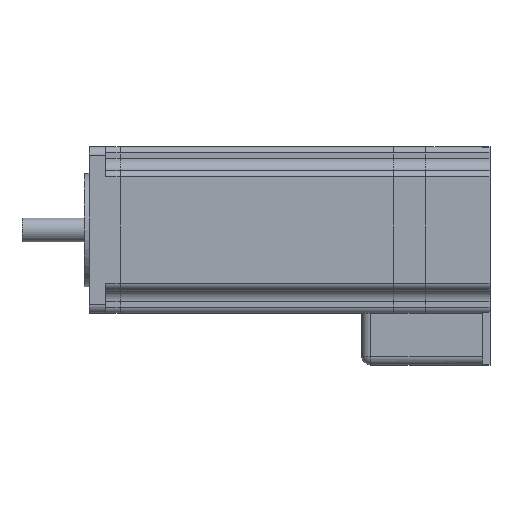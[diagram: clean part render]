
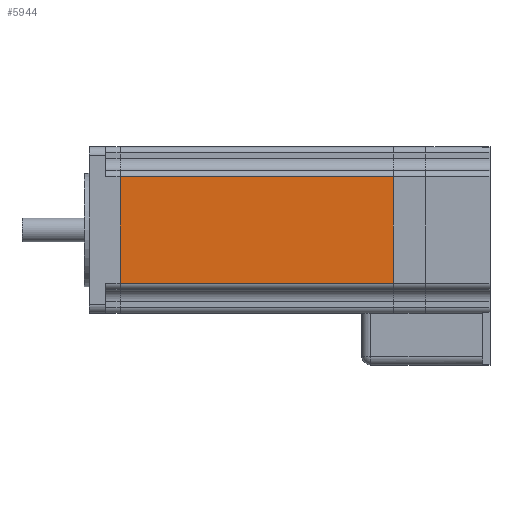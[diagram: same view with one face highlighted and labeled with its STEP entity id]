
A CAD part, left-side view. The second image highlights one B-rep face of the part: STEP entity #5944.
In plain terms, the highlighted planar face has unit normal (-1, 0, 0).
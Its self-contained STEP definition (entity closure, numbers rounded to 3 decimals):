
#84 = VECTOR ( 'NONE', #8899, 1000. ) ;
#250 = LINE ( 'NONE', #2388, #1233 ) ;
#261 = DIRECTION ( 'NONE',  ( 0., 0., -1. ) ) ;
#265 = VERTEX_POINT ( 'NONE', #3805 ) ;
#343 = EDGE_CURVE ( 'NONE', #6408, #265, #9516, .T. ) ;
#450 = AXIS2_PLACEMENT_3D ( 'NONE', #2443, #1066, #261 ) ;
#677 = CARTESIAN_POINT ( 'NONE',  ( -48., 92., 10. ) ) ;
#691 = EDGE_CURVE ( 'NONE', #3695, #6408, #7267, .T. ) ;
#904 = DIRECTION ( 'NONE',  ( 0., -1., 0. ) ) ;
#1039 = ORIENTED_EDGE ( 'NONE', *, *, #6330, .F. ) ;
#1066 = DIRECTION ( 'NONE',  ( 1., 0., 0. ) ) ;
#1233 = VECTOR ( 'NONE', #904, 1000. ) ;
#1997 = DIRECTION ( 'NONE',  ( 0., 0., 1. ) ) ;
#2183 = VECTOR ( 'NONE', #1997, 1000. ) ;
#2266 = PLANE ( 'NONE',  #450 ) ;
#2388 = CARTESIAN_POINT ( 'NONE',  ( -48., 92., 46. ) ) ;
#2443 = CARTESIAN_POINT ( 'NONE',  ( -48., 92., 10. ) ) ;
#2637 = VERTEX_POINT ( 'NONE', #9245 ) ;
#2665 = EDGE_LOOP ( 'NONE', ( #4811, #1039, #9472, #4347 ) ) ;
#3144 = VECTOR ( 'NONE', #8898, 1000. ) ;
#3695 = VERTEX_POINT ( 'NONE', #677 ) ;
#3805 = CARTESIAN_POINT ( 'NONE',  ( -48., 0., 46. ) ) ;
#4347 = ORIENTED_EDGE ( 'NONE', *, *, #691, .T. ) ;
#4811 = ORIENTED_EDGE ( 'NONE', *, *, #343, .T. ) ;
#5894 = LINE ( 'NONE', #7461, #84 ) ;
#5944 = ADVANCED_FACE ( 'NONE', ( #6268 ), #2266, .F. ) ;
#6268 = FACE_OUTER_BOUND ( 'NONE', #2665, .T. ) ;
#6330 = EDGE_CURVE ( 'NONE', #2637, #265, #250, .T. ) ;
#6408 = VERTEX_POINT ( 'NONE', #6935 ) ;
#6652 = CARTESIAN_POINT ( 'NONE',  ( -48., 0., 10. ) ) ;
#6935 = CARTESIAN_POINT ( 'NONE',  ( -48., 0., 10. ) ) ;
#7267 = LINE ( 'NONE', #7459, #3144 ) ;
#7459 = CARTESIAN_POINT ( 'NONE',  ( -48., 92., 10. ) ) ;
#7461 = CARTESIAN_POINT ( 'NONE',  ( -48., 92., 10. ) ) ;
#8882 = EDGE_CURVE ( 'NONE', #3695, #2637, #5894, .T. ) ;
#8898 = DIRECTION ( 'NONE',  ( 0., -1., 0. ) ) ;
#8899 = DIRECTION ( 'NONE',  ( 0., 0., 1. ) ) ;
#9245 = CARTESIAN_POINT ( 'NONE',  ( -48., 92., 46. ) ) ;
#9472 = ORIENTED_EDGE ( 'NONE', *, *, #8882, .F. ) ;
#9516 = LINE ( 'NONE', #6652, #2183 ) ;
